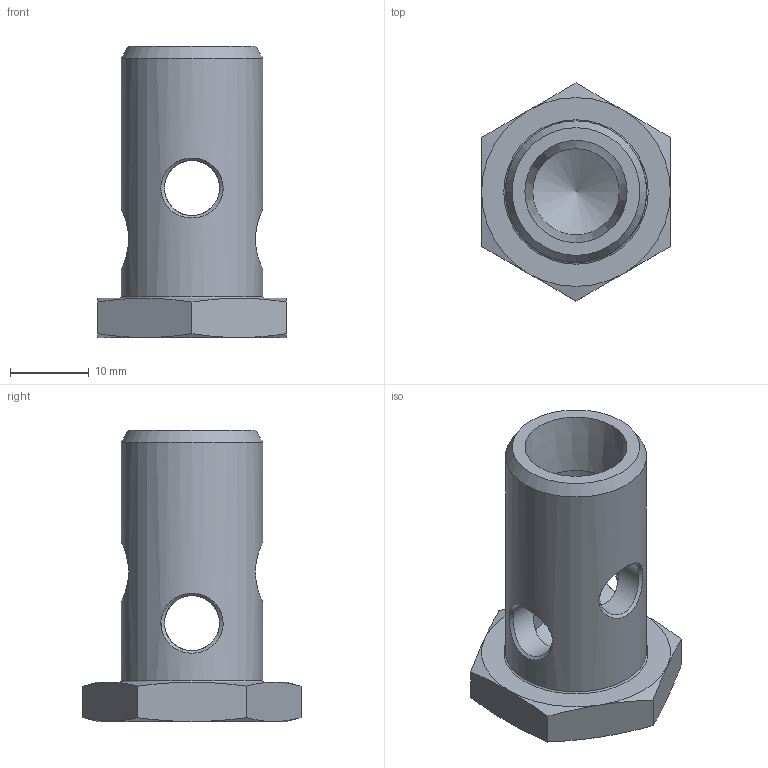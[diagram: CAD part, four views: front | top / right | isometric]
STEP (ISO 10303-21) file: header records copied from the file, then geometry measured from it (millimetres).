
FILE_DESCRIPTION((''),'2;1');
FILE_NAME('70931318.stp','2014-10-16T11:00:31',(''),('KNOMI spol. s r. o.'),'Autodesk Inventor 2012','Autodesk Inventor 2012','');
FILE_SCHEMA(('AUTOMOTIVE_DESIGN { 1 2 10303 214 0 1 1 1 }'));
Length unit declared in the file: millimetre
Products named in the file (1): Průtok.šroub 12 M18x1
Bounding box: 24 x 27.71 x 37 mm (x, y, z)
Volume: 6899.5 mm3; surface area: 4172.6 mm2
Topology: 1 solids, 1 shells, 35 faces, 83 edges, 49 vertices
Faces by surface type: cone 15, plane 9, cylinder 6, bspline 4, torus 1
Full cylindrical faces by diameter (mm): 7 x4, 11 x1, 17.96 x1
Entity records: 1432 total; most frequent: CARTESIAN_POINT 780, ORIENTED_EDGE 130, DIRECTION 108, EDGE_CURVE 65, EDGE_LOOP 54, AXIS2_PLACEMENT_3D 51, VERTEX_POINT 43, FACE_OUTER_BOUND 35
